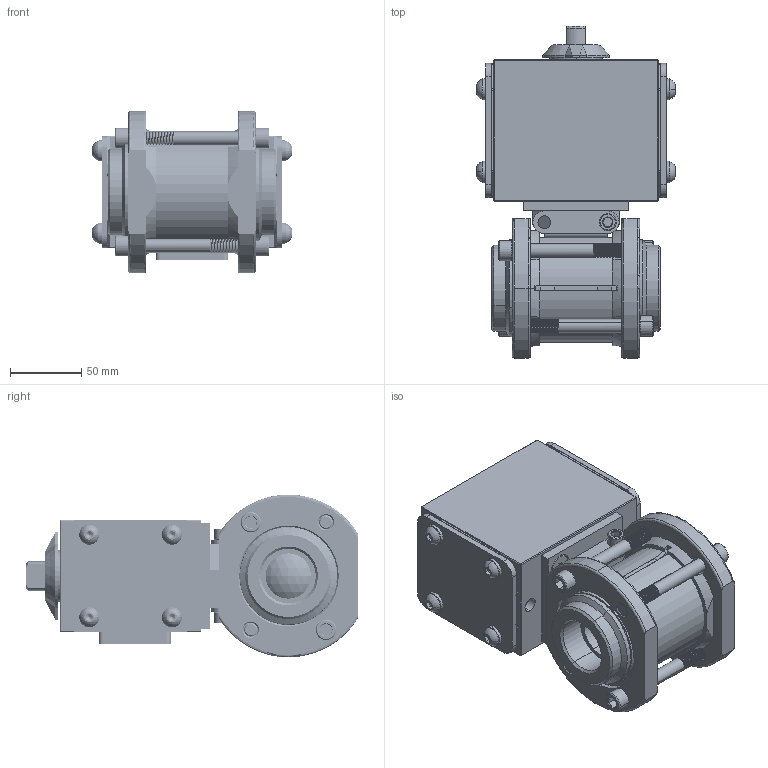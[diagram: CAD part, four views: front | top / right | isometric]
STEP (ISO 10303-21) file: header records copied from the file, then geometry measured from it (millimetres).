
FILE_DESCRIPTION (( 'STEP AP203' ), '1' );
FILE_NAME ('22XXTSWSA522D.step', '2018-03-15T17:51:54', ( '' ), ( '' ), 'SwSTEP 2.0', 'SolidWorks 2017', '' );
FILE_SCHEMA (( 'CONFIG_CONTROL_DESIGN' ));
Length unit declared in the file: inch
Products named in the file (1): 22XXTSWSA522D
Bounding box: 139.51 x 232.59 x 114.05 mm (x, y, z)
Volume: 1136887 mm3; surface area: 347376.5 mm2
Topology: 47 solids, 47 shells, 2415 faces, 6214 edges, 3937 vertices
Faces by surface type: cylinder 1232, plane 646, cone 393, torus 70, bspline 56, sphere 18
Entity records: 102668 total; most frequent: CARTESIAN_POINT 46969, ORIENTED_EDGE 12292, DIRECTION 11163, EDGE_CURVE 6146, AXIS2_PLACEMENT_3D 4207, VERTEX_POINT 3935, VECTOR 2749, LINE 2749
